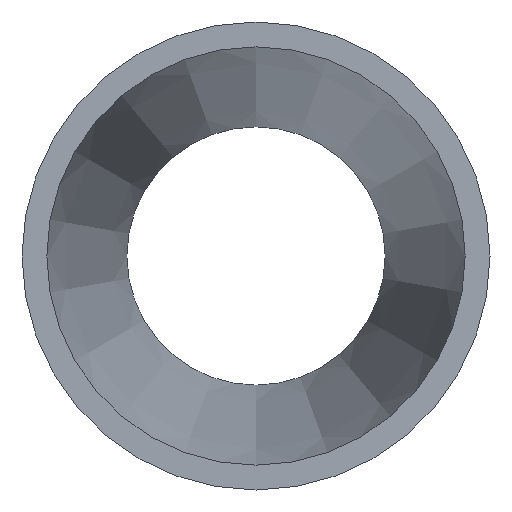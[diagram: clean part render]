
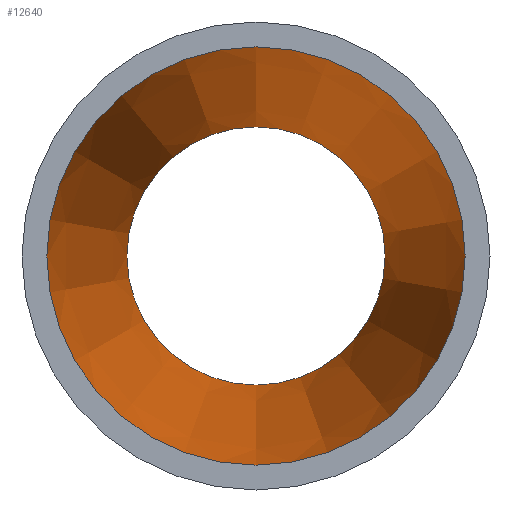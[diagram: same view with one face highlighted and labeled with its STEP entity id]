
A CAD part, front view. The second image highlights one B-rep face of the part: STEP entity #12640.
In plain terms, the highlighted conical face has half-angle 7.407 degrees and reference radius 16.983 mm.
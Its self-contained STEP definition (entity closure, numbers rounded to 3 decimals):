
#1054 = DIRECTION ( 'NONE',  ( 0., -1., 0. ) ) ;
#1127 = DIRECTION ( 'NONE',  ( 0., 0., -1. ) ) ;
#2212 = DIRECTION ( 'NONE',  ( 0., -1., 0. ) ) ;
#2991 = DIRECTION ( 'NONE',  ( 0., 0., -1. ) ) ;
#4348 = ORIENTED_EDGE ( 'NONE', *, *, #7604, .T. ) ;
#4410 = VERTEX_POINT ( 'NONE', #9063 ) ;
#5006 = CARTESIAN_POINT ( 'NONE',  ( 0., 50., 0. ) ) ;
#6474 = AXIS2_PLACEMENT_3D ( 'NONE', #5006, #22040, #1127 ) ;
#6915 = EDGE_CURVE ( 'NONE', #4410, #4410, #16710, .T. ) ;
#7604 = EDGE_CURVE ( 'NONE', #17991, #17991, #11589, .T. ) ;
#7947 = AXIS2_PLACEMENT_3D ( 'NONE', #13436, #1054, #2991 ) ;
#9063 = CARTESIAN_POINT ( 'NONE',  ( 0., 50., -10.483 ) ) ;
#9337 = AXIS2_PLACEMENT_3D ( 'NONE', #20013, #2212, #16456 ) ;
#9469 = FACE_BOUND ( 'NONE', #18693, .T. ) ;
#10464 = ORIENTED_EDGE ( 'NONE', *, *, #6915, .F. ) ;
#11589 = CIRCLE ( 'NONE', #7947, 16.983 ) ;
#12640 = ADVANCED_FACE ( 'NONE', ( #9469, #21533 ), #19222, .F. ) ;
#13436 = CARTESIAN_POINT ( 'NONE',  ( 0., 0., 0. ) ) ;
#16271 = CARTESIAN_POINT ( 'NONE',  ( 0., 0., -16.983 ) ) ;
#16456 = DIRECTION ( 'NONE',  ( 0., 0., -1. ) ) ;
#16709 = EDGE_LOOP ( 'NONE', ( #4348 ) ) ;
#16710 = CIRCLE ( 'NONE', #6474, 10.483 ) ;
#17991 = VERTEX_POINT ( 'NONE', #16271 ) ;
#18693 = EDGE_LOOP ( 'NONE', ( #10464 ) ) ;
#19222 = CONICAL_SURFACE ( 'NONE', #9337, 16.983, 0.129 ) ;
#20013 = CARTESIAN_POINT ( 'NONE',  ( 0., 0., 0. ) ) ;
#21533 = FACE_OUTER_BOUND ( 'NONE', #16709, .T. ) ;
#22040 = DIRECTION ( 'NONE',  ( 0., -1., 0. ) ) ;
